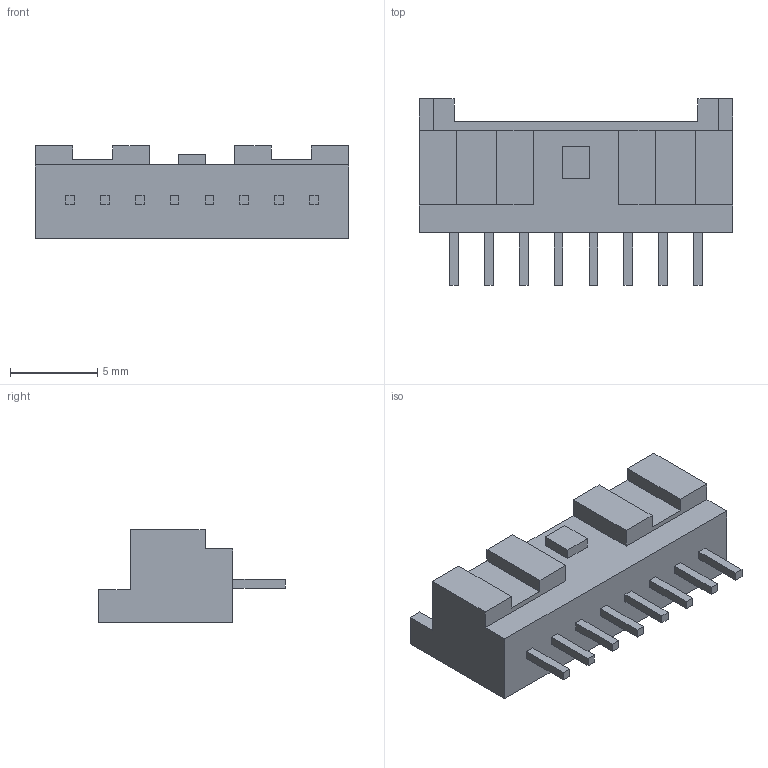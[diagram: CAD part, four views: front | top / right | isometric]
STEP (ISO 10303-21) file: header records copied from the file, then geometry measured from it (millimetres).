
FILE_DESCRIPTION (( 'STEP AP214' ), '1' );
FILE_NAME ('B08B-PASK.STEP', '2010-06-09T02:32:40', ( ' ' ), ( ' ' ), 'SwSTEP 2.0', 'SolidWorks 2005235', '' );
FILE_SCHEMA (( 'AUTOMOTIVE_DESIGN' ));
Length unit declared in the file: millimetre
Products named in the file (1): B08B-PASK
Bounding box: 18 x 10.7 x 5.3 mm (x, y, z)
Volume: 343.6 mm3; surface area: 764.3 mm2
Topology: 1 solids, 1 shells, 117 faces, 294 edges, 196 vertices
Faces by surface type: plane 117
Entity records: 4331 total; most frequent: CARTESIAN_POINT 608, ORIENTED_EDGE 588, DIRECTION 530, EDGE_CURVE 294, VECTOR 294, LINE 294, VERTEX_POINT 196, EDGE_LOOP 134
